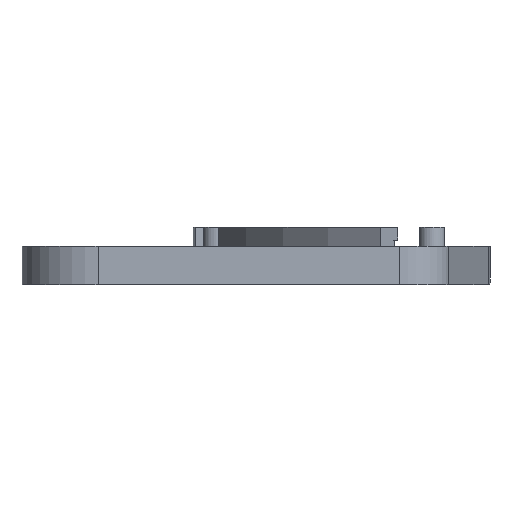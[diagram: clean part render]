
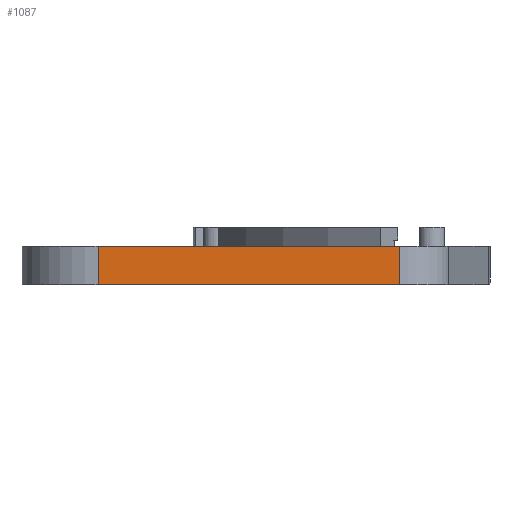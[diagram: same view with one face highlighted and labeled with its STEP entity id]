
A CAD part, front view. The second image highlights one B-rep face of the part: STEP entity #1087.
In plain terms, the highlighted planar face has unit normal (0, -1, 0).
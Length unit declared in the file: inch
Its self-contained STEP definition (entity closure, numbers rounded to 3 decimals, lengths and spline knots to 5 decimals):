
#155 = CARTESIAN_POINT ( 'NONE',  ( -2.02636, -5.75, -0.375 ) ) ;
#196 = DIRECTION ( 'NONE',  ( 1., 0., 0. ) ) ;
#212 = CARTESIAN_POINT ( 'NONE',  ( -2.02636, -5.75, -0.375 ) ) ;
#289 = DIRECTION ( 'NONE',  ( 1., 0., 0. ) ) ;
#294 = VECTOR ( 'NONE', #856, 39.37008 ) ;
#323 = ORIENTED_EDGE ( 'NONE', *, *, #1239, .T. ) ;
#346 = CARTESIAN_POINT ( 'NONE',  ( -5., -5.75, -0.375 ) ) ;
#430 = PLANE ( 'NONE',  #855 ) ;
#502 = LINE ( 'NONE', #346, #294 ) ;
#527 = ORIENTED_EDGE ( 'NONE', *, *, #833, .F. ) ;
#686 = EDGE_CURVE ( 'NONE', #1459, #705, #1614, .T. ) ;
#694 = CARTESIAN_POINT ( 'NONE',  ( -5., -5.75, 0. ) ) ;
#705 = VERTEX_POINT ( 'NONE', #1441 ) ;
#819 = CARTESIAN_POINT ( 'NONE',  ( -5., -5.75, -0.375 ) ) ;
#833 = EDGE_CURVE ( 'NONE', #1289, #1133, #502, .T. ) ;
#838 = CARTESIAN_POINT ( 'NONE',  ( -5., -5.75, 0. ) ) ;
#855 = AXIS2_PLACEMENT_3D ( 'NONE', #1358, #1602, #196 ) ;
#856 = DIRECTION ( 'NONE',  ( 0., 0., 1. ) ) ;
#947 = ORIENTED_EDGE ( 'NONE', *, *, #1211, .F. ) ;
#951 = LINE ( 'NONE', #819, #1617 ) ;
#1051 = VECTOR ( 'NONE', #1461, 39.37008 ) ;
#1072 = CARTESIAN_POINT ( 'NONE',  ( -5., -5.75, -0.375 ) ) ;
#1082 = LINE ( 'NONE', #838, #1051 ) ;
#1087 = ADVANCED_FACE ( 'NONE', ( #1596 ), #430, .T. ) ;
#1133 = VERTEX_POINT ( 'NONE', #694 ) ;
#1151 = ORIENTED_EDGE ( 'NONE', *, *, #686, .T. ) ;
#1211 = EDGE_CURVE ( 'NONE', #1133, #705, #1082, .T. ) ;
#1239 = EDGE_CURVE ( 'NONE', #1289, #1459, #951, .T. ) ;
#1289 = VERTEX_POINT ( 'NONE', #1072 ) ;
#1358 = CARTESIAN_POINT ( 'NONE',  ( -5., -5.75, -0.375 ) ) ;
#1441 = CARTESIAN_POINT ( 'NONE',  ( -2.02636, -5.75, 0. ) ) ;
#1459 = VERTEX_POINT ( 'NONE', #212 ) ;
#1461 = DIRECTION ( 'NONE',  ( 1., 0., 0. ) ) ;
#1477 = EDGE_LOOP ( 'NONE', ( #947, #527, #323, #1151 ) ) ;
#1478 = VECTOR ( 'NONE', #1577, 39.37008 ) ;
#1577 = DIRECTION ( 'NONE',  ( 0., 0., 1. ) ) ;
#1596 = FACE_OUTER_BOUND ( 'NONE', #1477, .T. ) ;
#1602 = DIRECTION ( 'NONE',  ( 0., -1., 0. ) ) ;
#1614 = LINE ( 'NONE', #155, #1478 ) ;
#1617 = VECTOR ( 'NONE', #289, 39.37008 ) ;
